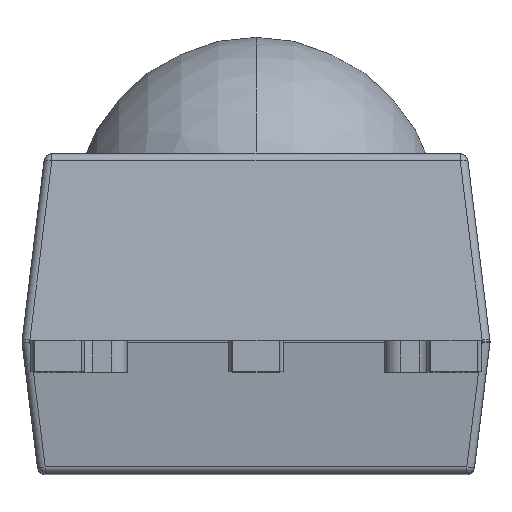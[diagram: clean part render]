
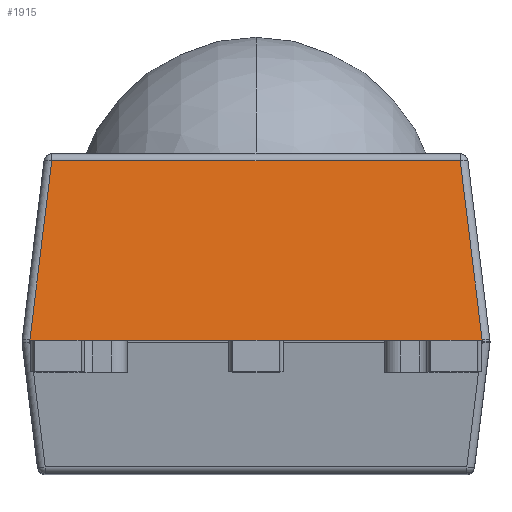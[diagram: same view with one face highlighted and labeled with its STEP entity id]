
A CAD part, top view. The second image highlights one B-rep face of the part: STEP entity #1915.
In plain terms, the highlighted planar face has unit normal (0, 0.122, 0.993).
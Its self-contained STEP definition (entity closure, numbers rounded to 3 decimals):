
#322 = CARTESIAN_POINT ( 'NONE',  ( -2.902, -0.012, 3.476 ) ) ;
#346 = DIRECTION ( 'NONE',  ( -0.121, -0.985, 0.121 ) ) ;
#435 = PLANE ( 'NONE',  #1998 ) ;
#439 = DIRECTION ( 'NONE',  ( 0., 0.122, 0.993 ) ) ;
#440 = EDGE_CURVE ( 'NONE', #1359, #3466, #1529, .T. ) ;
#481 = EDGE_CURVE ( 'NONE', #511, #3590, #1390, .T. ) ;
#511 = VERTEX_POINT ( 'NONE', #1471 ) ;
#651 = CARTESIAN_POINT ( 'NONE',  ( 2.814, 0.703, 3.389 ) ) ;
#739 = EDGE_CURVE ( 'NONE', #3466, #511, #971, .T. ) ;
#809 = CARTESIAN_POINT ( 'NONE',  ( -2.899, 0.012, 3.474 ) ) ;
#916 = ORIENTED_EDGE ( 'NONE', *, *, #440, .T. ) ;
#967 = VECTOR ( 'NONE', #1709, 1000. ) ;
#971 = LINE ( 'NONE', #651, #967 ) ;
#984 = CARTESIAN_POINT ( 'NONE',  ( 3., 0.012, 3.474 ) ) ;
#1023 = CARTESIAN_POINT ( 'NONE',  ( 2.899, 0.012, 3.474 ) ) ;
#1200 = ORIENTED_EDGE ( 'NONE', *, *, #481, .T. ) ;
#1359 = VERTEX_POINT ( 'NONE', #809 ) ;
#1390 = LINE ( 'NONE', #1664, #1436 ) ;
#1436 = VECTOR ( 'NONE', #1698, 1000. ) ;
#1471 = CARTESIAN_POINT ( 'NONE',  ( 2.617, 2.312, 3.191 ) ) ;
#1522 = VECTOR ( 'NONE', #2782, 1000. ) ;
#1529 = LINE ( 'NONE', #984, #1522 ) ;
#1664 = CARTESIAN_POINT ( 'NONE',  ( -3., 2.312, 3.191 ) ) ;
#1698 = DIRECTION ( 'NONE',  ( -1., 0., 0. ) ) ;
#1709 = DIRECTION ( 'NONE',  ( -0.121, 0.985, -0.121 ) ) ;
#1800 = EDGE_CURVE ( 'NONE', #3590, #1359, #3279, .T. ) ;
#1915 = ADVANCED_FACE ( 'NONE', ( #3145 ), #435, .T. ) ;
#1998 = AXIS2_PLACEMENT_3D ( 'NONE', #2099, #439, #2092 ) ;
#2092 = DIRECTION ( 'NONE',  ( 0., -0.993, 0.122 ) ) ;
#2099 = CARTESIAN_POINT ( 'NONE',  ( -3., 0., 3.475 ) ) ;
#2200 = ORIENTED_EDGE ( 'NONE', *, *, #1800, .T. ) ;
#2270 = CARTESIAN_POINT ( 'NONE',  ( -2.617, 2.312, 3.191 ) ) ;
#2782 = DIRECTION ( 'NONE',  ( 1., 0., 0. ) ) ;
#3145 = FACE_OUTER_BOUND ( 'NONE', #3415, .T. ) ;
#3162 = ORIENTED_EDGE ( 'NONE', *, *, #739, .T. ) ;
#3243 = VECTOR ( 'NONE', #346, 1000. ) ;
#3279 = LINE ( 'NONE', #322, #3243 ) ;
#3415 = EDGE_LOOP ( 'NONE', ( #3162, #1200, #2200, #916 ) ) ;
#3466 = VERTEX_POINT ( 'NONE', #1023 ) ;
#3590 = VERTEX_POINT ( 'NONE', #2270 ) ;
